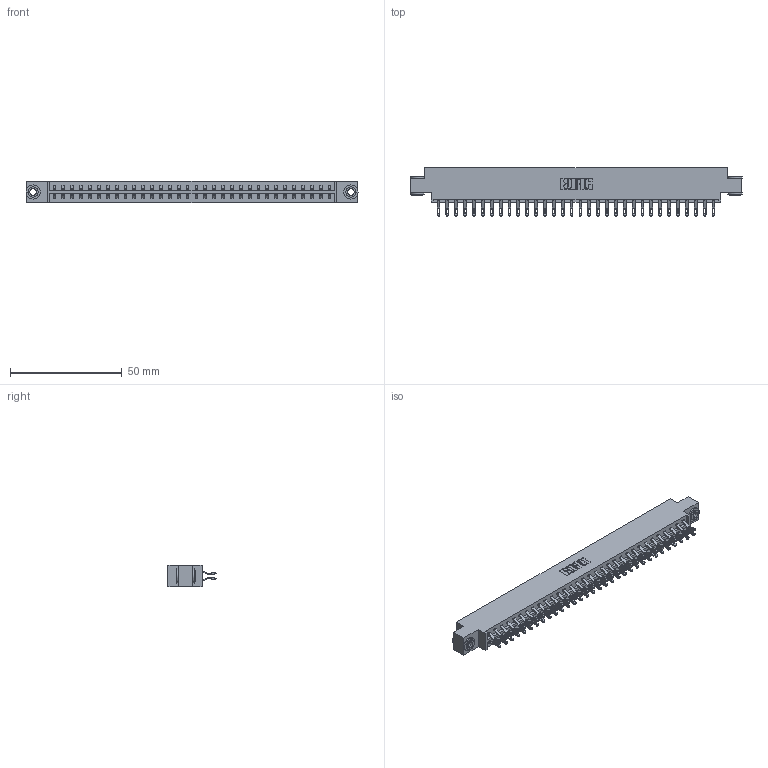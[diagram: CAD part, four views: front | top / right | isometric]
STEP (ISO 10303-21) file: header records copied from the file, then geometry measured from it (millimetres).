
FILE_DESCRIPTION (( 'STEP AP203' ), '1' );
FILE_NAME ('833-064-555-803.STEP', '2020-06-05T07:41:35', ( '' ), ( '' ), 'SwSTEP 2.0', 'SolidWorks 2020', '' );
FILE_SCHEMA (( 'CONFIG_CONTROL_DESIGN' ));
Length unit declared in the file: inch
Products named in the file (4): 345-292-001_555 Tail; 833-064-555-803; 833 Part_Offset - .156 Dia - TH; 345-250-002_345-250-002-102
Assembly tree (67 placements, depth 2):
  833-064-555-803
    833 Part_Offset - .156 Dia - TH
    345-292-001_555 Tail  x64
    345-250-002_345-250-002-102  x2
Bounding box: 148.34 x 21.47 x 9.4 mm (x, y, z)
Volume: 15028 mm3; surface area: 18795.3 mm2
Topology: 67 solids, 67 shells, 3868 faces, 12111 edges, 8070 vertices
Faces by surface type: plane 2260, cylinder 1600, cone 8
Entity records: 22988 total; most frequent: CARTESIAN_POINT 3835, ORIENTED_EDGE 3734, DIRECTION 3297, EDGE_CURVE 1867, VECTOR 1695, LINE 1695, VERTEX_POINT 1242, AXIS2_PLACEMENT_3D 801
